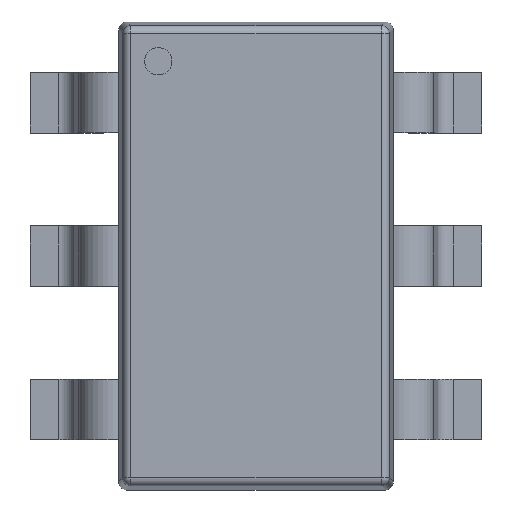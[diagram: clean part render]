
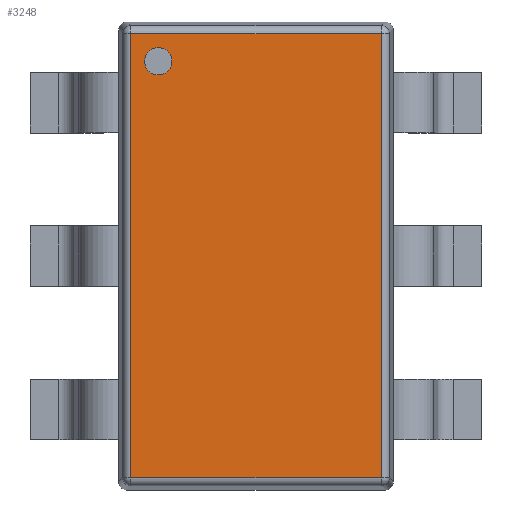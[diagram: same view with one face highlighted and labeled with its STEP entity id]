
A CAD part, top view. The second image highlights one B-rep face of the part: STEP entity #3248.
In plain terms, the highlighted planar face has unit normal (0, 0, 1).
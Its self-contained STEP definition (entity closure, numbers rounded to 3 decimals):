
#106 = AXIS2_PLACEMENT_3D ( 'NONE', #2136, #2082, #3474 ) ;
#123 = VERTEX_POINT ( 'NONE', #983 ) ;
#355 = CARTESIAN_POINT ( 'NONE',  ( -0.606, 1.206, 0.472 ) ) ;
#817 = EDGE_LOOP ( 'NONE', ( #2295, #1862 ) ) ;
#844 = DIRECTION ( 'NONE',  ( 1., 0., 0. ) ) ;
#872 = LINE ( 'NONE', #1965, #3995 ) ;
#899 = DIRECTION ( 'NONE',  ( 0., -1., 0. ) ) ;
#973 = DIRECTION ( 'NONE',  ( 0., 1., 0. ) ) ;
#983 = CARTESIAN_POINT ( 'NONE',  ( -0.776, -1.376, 0.472 ) ) ;
#1051 = CARTESIAN_POINT ( 'NONE',  ( -0.776, 1.376, 0.472 ) ) ;
#1055 = EDGE_CURVE ( 'NONE', #3164, #1796, #4266, .T. ) ;
#1180 = CIRCLE ( 'NONE', #106, 0.085 ) ;
#1218 = CARTESIAN_POINT ( 'NONE',  ( 0., 0., 0.472 ) ) ;
#1290 = LINE ( 'NONE', #2865, #3266 ) ;
#1297 = EDGE_CURVE ( 'NONE', #2964, #3187, #1290, .T. ) ;
#1401 = CARTESIAN_POINT ( 'NONE',  ( 0.823, -1.376, 0.472 ) ) ;
#1479 = DIRECTION ( 'NONE',  ( 0., 0., 1. ) ) ;
#1493 = FACE_BOUND ( 'NONE', #817, .T. ) ;
#1784 = VECTOR ( 'NONE', #3646, 1000. ) ;
#1796 = VERTEX_POINT ( 'NONE', #3777 ) ;
#1816 = CARTESIAN_POINT ( 'NONE',  ( -0.521, 1.206, 0.472 ) ) ;
#1854 = DIRECTION ( 'NONE',  ( 0., 0., 1. ) ) ;
#1862 = ORIENTED_EDGE ( 'NONE', *, *, #2431, .F. ) ;
#1907 = ORIENTED_EDGE ( 'NONE', *, *, #3048, .T. ) ;
#1965 = CARTESIAN_POINT ( 'NONE',  ( -0.823, 1.376, 0.472 ) ) ;
#2082 = DIRECTION ( 'NONE',  ( 0., 0., 1. ) ) ;
#2136 = CARTESIAN_POINT ( 'NONE',  ( -0.606, 1.206, 0.472 ) ) ;
#2247 = ORIENTED_EDGE ( 'NONE', *, *, #1297, .T. ) ;
#2295 = ORIENTED_EDGE ( 'NONE', *, *, #1055, .F. ) ;
#2431 = EDGE_CURVE ( 'NONE', #1796, #3164, #1180, .T. ) ;
#2469 = LINE ( 'NONE', #3513, #3538 ) ;
#2539 = CARTESIAN_POINT ( 'NONE',  ( 0.776, 1.376, 0.472 ) ) ;
#2601 = ORIENTED_EDGE ( 'NONE', *, *, #4204, .T. ) ;
#2865 = CARTESIAN_POINT ( 'NONE',  ( 0.776, 1.423, 0.472 ) ) ;
#2893 = EDGE_CURVE ( 'NONE', #3187, #3241, #872, .T. ) ;
#2964 = VERTEX_POINT ( 'NONE', #2987 ) ;
#2987 = CARTESIAN_POINT ( 'NONE',  ( 0.776, -1.376, 0.472 ) ) ;
#3048 = EDGE_CURVE ( 'NONE', #3241, #123, #2469, .T. ) ;
#3055 = DIRECTION ( 'NONE',  ( -1., 0., 0. ) ) ;
#3133 = ORIENTED_EDGE ( 'NONE', *, *, #2893, .T. ) ;
#3164 = VERTEX_POINT ( 'NONE', #1816 ) ;
#3187 = VERTEX_POINT ( 'NONE', #2539 ) ;
#3194 = AXIS2_PLACEMENT_3D ( 'NONE', #355, #1479, #4388 ) ;
#3241 = VERTEX_POINT ( 'NONE', #1051 ) ;
#3248 = ADVANCED_FACE ( 'NONE', ( #1493, #3697 ), #4126, .T. ) ;
#3266 = VECTOR ( 'NONE', #973, 1000. ) ;
#3362 = AXIS2_PLACEMENT_3D ( 'NONE', #1218, #1854, #844 ) ;
#3474 = DIRECTION ( 'NONE',  ( 1., 0., 0. ) ) ;
#3513 = CARTESIAN_POINT ( 'NONE',  ( -0.776, -1.423, 0.472 ) ) ;
#3538 = VECTOR ( 'NONE', #899, 1000. ) ;
#3646 = DIRECTION ( 'NONE',  ( 1., 0., 0. ) ) ;
#3697 = FACE_OUTER_BOUND ( 'NONE', #4589, .T. ) ;
#3777 = CARTESIAN_POINT ( 'NONE',  ( -0.691, 1.206, 0.472 ) ) ;
#3995 = VECTOR ( 'NONE', #3055, 1000. ) ;
#4126 = PLANE ( 'NONE',  #3362 ) ;
#4204 = EDGE_CURVE ( 'NONE', #123, #2964, #4336, .T. ) ;
#4266 = CIRCLE ( 'NONE', #3194, 0.085 ) ;
#4336 = LINE ( 'NONE', #1401, #1784 ) ;
#4388 = DIRECTION ( 'NONE',  ( 1., 0., 0. ) ) ;
#4589 = EDGE_LOOP ( 'NONE', ( #3133, #1907, #2601, #2247 ) ) ;
